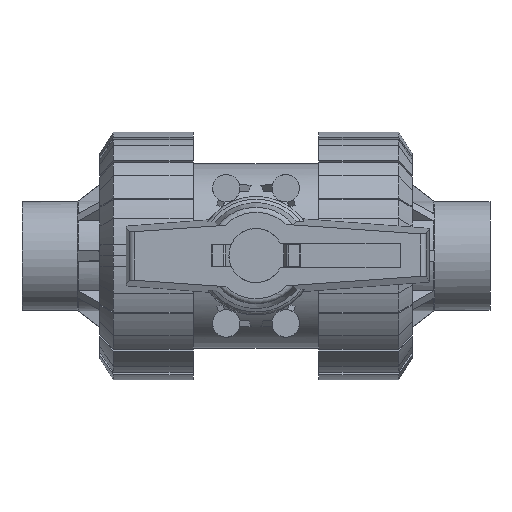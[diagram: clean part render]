
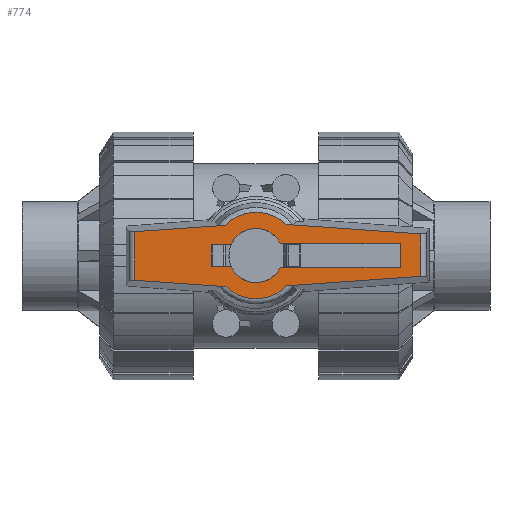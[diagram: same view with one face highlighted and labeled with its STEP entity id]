
A CAD part, top view. The second image highlights one B-rep face of the part: STEP entity #774.
In plain terms, the highlighted planar face has unit normal (0, 0, 1).
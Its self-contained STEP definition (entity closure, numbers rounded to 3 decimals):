
#774=ADVANCED_FACE('',(#1910,#1911),#1912,.T.);
#1910=FACE_BOUND('',#3478,.T.);
#1911=FACE_OUTER_BOUND('',#3479,.T.);
#1912=PLANE('',#3480);
#3478=EDGE_LOOP('',(#6159,#6160,#6161,#6162,#6163,#6164,#6165,#6166));
#3479=EDGE_LOOP('',(#6167,#6168,#6169,#6170,#6171,#6172,#6173,#6174));
#3480=AXIS2_PLACEMENT_3D('',#6175,#6176,#6177);
#6159=ORIENTED_EDGE('',*,*,#10643,.T.);
#6160=ORIENTED_EDGE('',*,*,#10659,.T.);
#6161=ORIENTED_EDGE('',*,*,#10665,.T.);
#6162=ORIENTED_EDGE('',*,*,#10662,.T.);
#6163=ORIENTED_EDGE('',*,*,#10558,.T.);
#6164=ORIENTED_EDGE('',*,*,#10727,.T.);
#6165=ORIENTED_EDGE('',*,*,#10728,.T.);
#6166=ORIENTED_EDGE('',*,*,#10729,.T.);
#6167=ORIENTED_EDGE('',*,*,#10730,.T.);
#6168=ORIENTED_EDGE('',*,*,#10731,.T.);
#6169=ORIENTED_EDGE('',*,*,#10732,.T.);
#6170=ORIENTED_EDGE('',*,*,#10733,.F.);
#6171=ORIENTED_EDGE('',*,*,#10734,.T.);
#6172=ORIENTED_EDGE('',*,*,#10735,.T.);
#6173=ORIENTED_EDGE('',*,*,#10736,.T.);
#6174=ORIENTED_EDGE('',*,*,#10737,.T.);
#6175=CARTESIAN_POINT('',(7.994,0.0,147.5));
#6176=DIRECTION('',(0.0,0.0,1.0));
#6177=DIRECTION('',(1.0,0.0,0.0));
#10558=EDGE_CURVE('',#12565,#12563,#12566,.T.);
#10643=EDGE_CURVE('',#12704,#12702,#12705,.T.);
#10659=EDGE_CURVE('',#12702,#12730,#12731,.T.);
#10662=EDGE_CURVE('',#12734,#12565,#12735,.T.);
#10665=EDGE_CURVE('',#12730,#12734,#12738,.T.);
#10727=EDGE_CURVE('',#12563,#12811,#12812,.T.);
#10728=EDGE_CURVE('',#12811,#12813,#12814,.T.);
#10729=EDGE_CURVE('',#12813,#12704,#12815,.T.);
#10730=EDGE_CURVE('',#12816,#12817,#12818,.T.);
#10731=EDGE_CURVE('',#12817,#12819,#12820,.T.);
#10732=EDGE_CURVE('',#12819,#12821,#12822,.T.);
#10733=EDGE_CURVE('',#12823,#12821,#12824,.T.);
#10734=EDGE_CURVE('',#12823,#12825,#12826,.T.);
#10735=EDGE_CURVE('',#12825,#12827,#12828,.T.);
#10736=EDGE_CURVE('',#12827,#12829,#12830,.T.);
#10737=EDGE_CURVE('',#12829,#12816,#12831,.T.);
#12563=VERTEX_POINT('',#15528);
#12565=VERTEX_POINT('',#15531);
#12566=CIRCLE('',#15532,10.0);
#12702=VERTEX_POINT('',#15716);
#12704=VERTEX_POINT('',#15719);
#12705=CIRCLE('',#15720,10.0);
#12730=VERTEX_POINT('',#15754);
#12731=LINE('',#15755,#15756);
#12734=VERTEX_POINT('',#15760);
#12735=LINE('',#15761,#15762);
#12738=LINE('',#15766,#15767);
#12811=VERTEX_POINT('',#15868);
#12812=LINE('',#15869,#15870);
#12813=VERTEX_POINT('',#15871);
#12814=LINE('',#15872,#15873);
#12815=LINE('',#15874,#15875);
#12816=VERTEX_POINT('',#15876);
#12817=VERTEX_POINT('',#15877);
#12818=LINE('',#15878,#15879);
#12819=VERTEX_POINT('',#15880);
#12820=CIRCLE('',#15881,15.988);
#12821=VERTEX_POINT('',#15882);
#12822=LINE('',#15883,#15884);
#12823=VERTEX_POINT('',#15885);
#12824=LINE('',#15886,#15887);
#12825=VERTEX_POINT('',#15888);
#12826=LINE('',#15889,#15890);
#12827=VERTEX_POINT('',#15891);
#12828=CIRCLE('',#15892,15.988);
#12829=VERTEX_POINT('',#15893);
#12830=LINE('',#15894,#15895);
#12831=LINE('',#15896,#15897);
#15528=CARTESIAN_POINT('',(-9.192,-3.938,147.5));
#15531=CARTESIAN_POINT('',(8.992,-4.375,147.5));
#15532=AXIS2_PLACEMENT_3D('',#22241,#22242,#22243);
#15716=CARTESIAN_POINT('',(8.992,4.375,147.5));
#15719=CARTESIAN_POINT('',(-9.192,3.938,147.5));
#15720=AXIS2_PLACEMENT_3D('',#22359,#22360,#22361);
#15754=CARTESIAN_POINT('',(53.333,4.375,147.5));
#15755=CARTESIAN_POINT('',(17.33,4.375,147.5));
#15756=VECTOR('',#22380,1.0);
#15760=CARTESIAN_POINT('',(53.333,-4.375,147.5));
#15761=CARTESIAN_POINT('',(17.33,-4.375,147.5));
#15762=VECTOR('',#22382,1.0);
#15766=CARTESIAN_POINT('',(53.333,0.0,147.5));
#15767=VECTOR('',#22384,1.0);
#15868=CARTESIAN_POINT('',(-16.633,-3.938,147.5));
#15869=CARTESIAN_POINT('',(-2.591,-3.938,147.5));
#15870=VECTOR('',#22434,1.0);
#15871=CARTESIAN_POINT('',(-16.633,3.938,147.5));
#15872=CARTESIAN_POINT('',(-16.633,5.906,147.5));
#15873=VECTOR('',#22435,1.0);
#15874=CARTESIAN_POINT('',(-2.591,3.938,147.5));
#15875=VECTOR('',#22436,1.0);
#15876=CARTESIAN_POINT('',(-44.912,-9.126,147.5));
#15877=CARTESIAN_POINT('',(-11.119,-11.489,147.5));
#15878=CARTESIAN_POINT('',(-4.204,-11.972,147.5));
#15879=VECTOR('',#22437,1.0);
#15880=CARTESIAN_POINT('',(11.454,-11.155,147.5));
#15881=AXIS2_PLACEMENT_3D('',#22438,#22439,#22440);
#15882=CARTESIAN_POINT('',(60.912,-7.697,147.5));
#15883=CARTESIAN_POINT('',(34.49,-9.544,147.5));
#15884=VECTOR('',#22441,1.0);
#15885=CARTESIAN_POINT('',(60.912,8.007,147.5));
#15886=CARTESIAN_POINT('',(60.912,15.75,147.5));
#15887=VECTOR('',#22442,1.0);
#15888=CARTESIAN_POINT('',(11.119,11.489,147.5));
#15889=CARTESIAN_POINT('',(33.416,9.93,147.5));
#15890=VECTOR('',#22443,1.0);
#15891=CARTESIAN_POINT('',(-11.454,11.155,147.5));
#15892=AXIS2_PLACEMENT_3D('',#22444,#22445,#22446);
#15893=CARTESIAN_POINT('',(-44.912,8.816,147.5));
#15894=CARTESIAN_POINT('',(-3.086,11.74,147.5));
#15895=VECTOR('',#22447,1.0);
#15896=CARTESIAN_POINT('',(-44.912,15.75,147.5));
#15897=VECTOR('',#22448,1.0);
#22241=CARTESIAN_POINT('',(0.0,0.0,147.5));
#22242=DIRECTION('',(0.0,0.0,-1.0));
#22243=DIRECTION('',(1.0,0.0,0.0));
#22359=CARTESIAN_POINT('',(0.0,0.0,147.5));
#22360=DIRECTION('',(0.0,0.0,-1.0));
#22361=DIRECTION('',(1.0,0.0,0.0));
#22380=DIRECTION('',(1.0,0.0,-0.0));
#22382=DIRECTION('',(-1.0,0.0,0.0));
#22384=DIRECTION('',(0.0,-1.0,0.0));
#22434=DIRECTION('',(-1.0,0.0,0.0));
#22435=DIRECTION('',(0.0,1.0,-0.0));
#22436=DIRECTION('',(1.0,0.0,0.0));
#22437=DIRECTION('',(0.998,-0.07,0.0));
#22438=CARTESIAN_POINT('',(0.0,0.0,147.5));
#22439=DIRECTION('',(0.0,0.0,1.0));
#22440=DIRECTION('',(1.0,0.0,0.0));
#22441=DIRECTION('',(0.998,0.07,-0.0));
#22442=DIRECTION('',(0.0,-1.0,0.0));
#22443=DIRECTION('',(-0.998,0.07,0.0));
#22444=CARTESIAN_POINT('',(0.0,0.0,147.5));
#22445=DIRECTION('',(0.0,0.0,1.0));
#22446=DIRECTION('',(1.0,0.0,0.0));
#22447=DIRECTION('',(-0.998,-0.07,0.0));
#22448=DIRECTION('',(0.0,-1.0,0.0));
